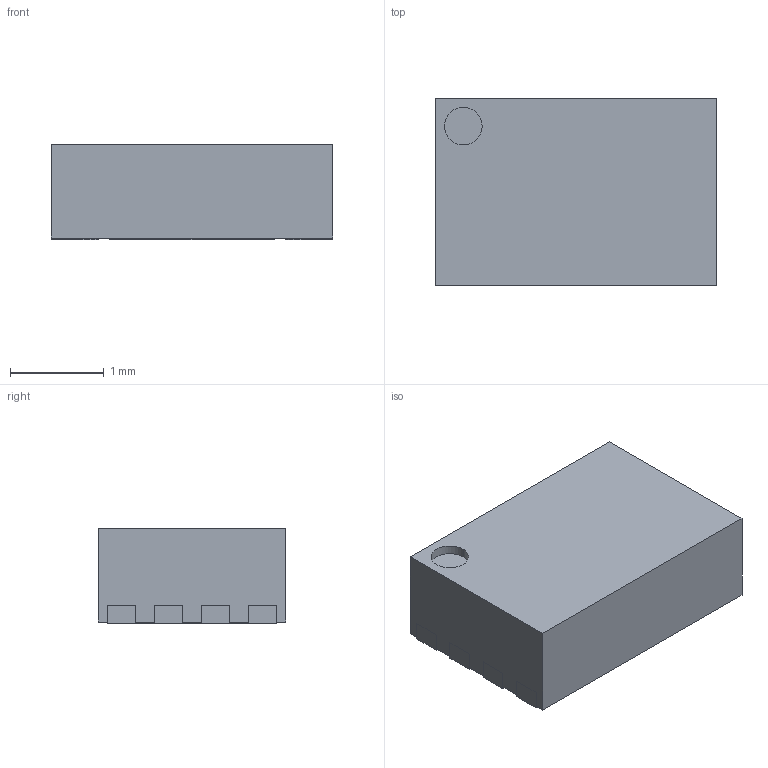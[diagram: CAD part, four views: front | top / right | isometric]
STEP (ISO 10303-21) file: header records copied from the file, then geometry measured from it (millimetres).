
FILE_DESCRIPTION((''),'2;1');
FILE_NAME('SON50P300X200X100-9N-S175X155.stp','2009-11-09T14:28:49',(''),(''),'Mechanical Desktop 2006','Mechanical Desktop 2006',', , ');
FILE_SCHEMA(('AUTOMOTIVE_DESIGN { 1 2 10303 214 0 1 1 1 }'));
Length unit declared in the file: millimetre
Products named in the file (1): Product
Bounding box: 3 x 2 x 1.02 mm (x, y, z)
Volume: 6.1 mm3; surface area: 33.5 mm2
Topology: 10 solids, 10 shells, 111 faces, 270 edges, 180 vertices
Faces by surface type: bspline 51, plane 44, cylinder 16
Entity records: 3529 total; most frequent: CARTESIAN_POINT 967, ORIENTED_EDGE 540, DIRECTION 460, EDGE_CURVE 270, VECTOR 202, LINE 202, VERTEX_POINT 180, AXIS2_PLACEMENT_3D 129
